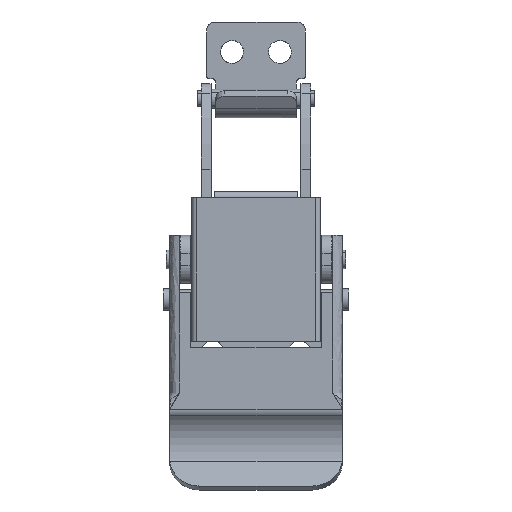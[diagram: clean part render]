
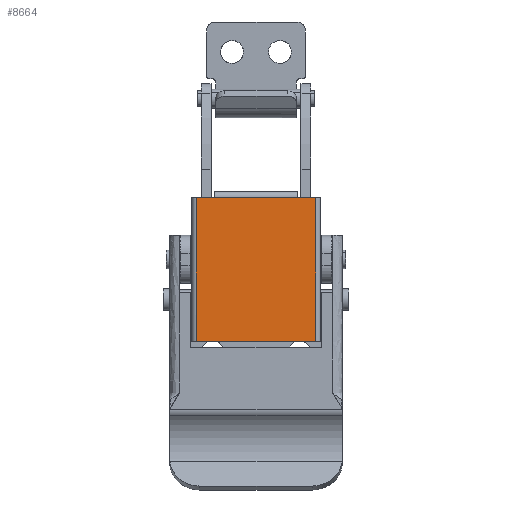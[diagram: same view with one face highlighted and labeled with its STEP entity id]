
A CAD part, front view. The second image highlights one B-rep face of the part: STEP entity #8664.
In plain terms, the highlighted free-form (B-spline) face has degree [1, 1] with [2, 2] control points.
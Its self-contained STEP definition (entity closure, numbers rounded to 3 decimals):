
#8045=CARTESIAN_POINT('',(-9.95,-5.5,17.0));
#8046=VERTEX_POINT('',#8045);
#8066=CARTESIAN_POINT('',(-9.95,-5.5,-7.));
#8067=VERTEX_POINT('',#8066);
#8079=CARTESIAN_POINT('',(-9.95,-5.5,17.0));
#8080=CARTESIAN_POINT('',(-9.95,-5.5,-7.));
#8081=QUASI_UNIFORM_CURVE('',1,(#8079,#8080),.UNSPECIFIED.,.F.,.U.);
#8082=EDGE_CURVE('',#8046,#8067,#8081,.T.);
#8101=CARTESIAN_POINT('',(9.95,-5.5,17.0));
#8102=VERTEX_POINT('',#8101);
#8116=CARTESIAN_POINT('',(9.95,-5.5,-7.));
#8117=VERTEX_POINT('',#8116);
#8118=CARTESIAN_POINT('',(9.95,-5.5,-7.));
#8119=CARTESIAN_POINT('',(9.95,-5.5,17.0));
#8120=QUASI_UNIFORM_CURVE('',1,(#8118,#8119),.UNSPECIFIED.,.F.,.U.);
#8121=EDGE_CURVE('',#8117,#8102,#8120,.T.);
#8223=CARTESIAN_POINT('',(-7.0,-5.5,17.0));
#8224=VERTEX_POINT('',#8223);
#8279=CARTESIAN_POINT('',(7.0,-5.5,17.0));
#8280=VERTEX_POINT('',#8279);
#8395=CARTESIAN_POINT('',(7.0,-5.5,17.0));
#8396=CARTESIAN_POINT('',(-7.0,-5.5,17.0));
#8397=QUASI_UNIFORM_CURVE('',1,(#8395,#8396),.UNSPECIFIED.,.F.,.U.);
#8398=EDGE_CURVE('',#8280,#8224,#8397,.T.);
#8624=CARTESIAN_POINT('',(9.95,-5.5,-7.));
#8625=CARTESIAN_POINT('',(-9.95,-5.5,-7.));
#8626=QUASI_UNIFORM_CURVE('',1,(#8624,#8625),.UNSPECIFIED.,.F.,.U.);
#8627=EDGE_CURVE('',#8117,#8067,#8626,.T.);
#8643=CARTESIAN_POINT('',(-10.944,-5.5,-8.199));
#8644=CARTESIAN_POINT('',(-10.944,-5.5,18.199));
#8645=CARTESIAN_POINT('',(10.944,-5.5,-8.199));
#8646=CARTESIAN_POINT('',(10.944,-5.5,18.199));
#8647=B_SPLINE_SURFACE_WITH_KNOTS('',1,1,((#8643,#8645),(#8644,#8646)),.UNSPECIFIED.,.F.,.F.,.U.,(2,2),(2,2),(0.0,26.398),(0.0,21.888),.UNSPECIFIED.);
#8648=ORIENTED_EDGE('',*,*,#8627,.F.);
#8649=ORIENTED_EDGE('',*,*,#8121,.T.);
#8650=CARTESIAN_POINT('',(9.95,-5.5,17.0));
#8651=CARTESIAN_POINT('',(7.0,-5.5,17.0));
#8652=QUASI_UNIFORM_CURVE('',1,(#8650,#8651),.UNSPECIFIED.,.F.,.U.);
#8653=EDGE_CURVE('',#8102,#8280,#8652,.T.);
#8654=ORIENTED_EDGE('',*,*,#8653,.T.);
#8655=ORIENTED_EDGE('',*,*,#8398,.T.);
#8656=CARTESIAN_POINT('',(-7.0,-5.5,17.0));
#8657=CARTESIAN_POINT('',(-9.95,-5.5,17.0));
#8658=QUASI_UNIFORM_CURVE('',1,(#8656,#8657),.UNSPECIFIED.,.F.,.U.);
#8659=EDGE_CURVE('',#8224,#8046,#8658,.T.);
#8660=ORIENTED_EDGE('',*,*,#8659,.T.);
#8661=ORIENTED_EDGE('',*,*,#8082,.T.);
#8662=EDGE_LOOP('',(#8648,#8649,#8654,#8655,#8660,#8661));
#8663=FACE_OUTER_BOUND('',#8662,.T.);
#8664=ADVANCED_FACE('',(#8663),#8647,.F.);
